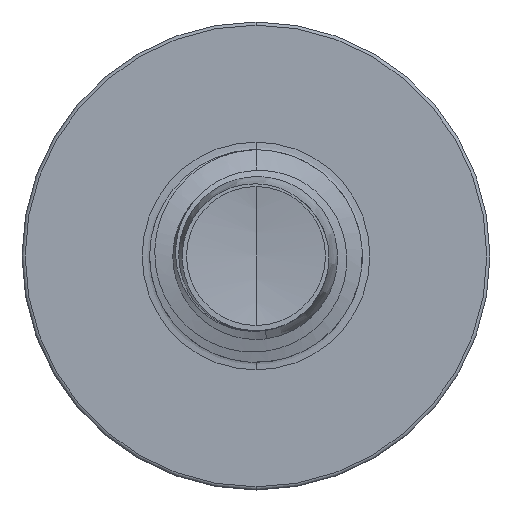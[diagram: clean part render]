
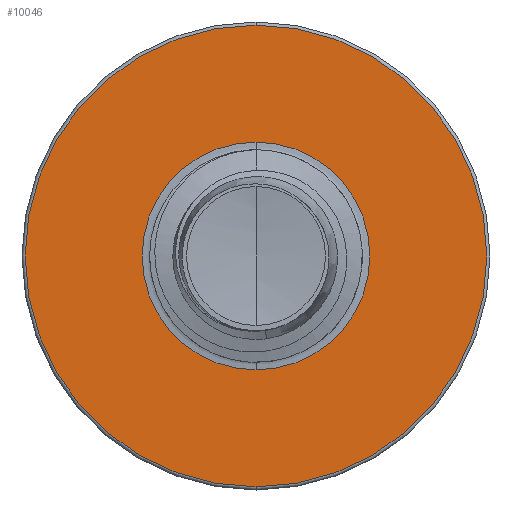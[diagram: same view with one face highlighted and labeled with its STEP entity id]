
A CAD part, front view. The second image highlights one B-rep face of the part: STEP entity #10046.
In plain terms, the highlighted planar face has unit normal (0, -1, 0).
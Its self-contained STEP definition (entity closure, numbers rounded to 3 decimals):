
#508 = DIRECTION ( 'NONE',  ( 0., 0., 1. ) ) ;
#546 = EDGE_CURVE ( 'NONE', #8380, #11016, #9571, .T. ) ;
#736 = VERTEX_POINT ( 'NONE', #1827 ) ;
#1013 = AXIS2_PLACEMENT_3D ( 'NONE', #10137, #4564, #10504 ) ;
#1827 = CARTESIAN_POINT ( 'NONE',  ( 0., 4.5, 5.425 ) ) ;
#1950 = DIRECTION ( 'NONE',  ( 0., 1., 0. ) ) ;
#2139 = AXIS2_PLACEMENT_3D ( 'NONE', #4839, #4731, #3958 ) ;
#3735 = CARTESIAN_POINT ( 'NONE',  ( 0., 4.5, -2.677 ) ) ;
#3958 = DIRECTION ( 'NONE',  ( 0., 0., 1. ) ) ;
#3998 = AXIS2_PLACEMENT_3D ( 'NONE', #7560, #6239, #508 ) ;
#4564 = DIRECTION ( 'NONE',  ( 0., 1., 0. ) ) ;
#4705 = CARTESIAN_POINT ( 'NONE',  ( 0., 4.5, -2.677 ) ) ;
#4731 = DIRECTION ( 'NONE',  ( 0., 1., 0. ) ) ;
#4821 = DIRECTION ( 'NONE',  ( 0., 1., 0. ) ) ;
#4839 = CARTESIAN_POINT ( 'NONE',  ( 0., 4.5, 0. ) ) ;
#5335 = DIRECTION ( 'NONE',  ( 0., 0., 1. ) ) ;
#5844 = EDGE_CURVE ( 'NONE', #11016, #8380, #10826, .T. ) ;
#6239 = DIRECTION ( 'NONE',  ( 0., 1., 0. ) ) ;
#6415 = ORIENTED_EDGE ( 'NONE', *, *, #12288, .F. ) ;
#6621 = ORIENTED_EDGE ( 'NONE', *, *, #10703, .F. ) ;
#6855 = ORIENTED_EDGE ( 'NONE', *, *, #5844, .T. ) ;
#7116 = ORIENTED_EDGE ( 'NONE', *, *, #546, .T. ) ;
#7511 = EDGE_LOOP ( 'NONE', ( #6855, #7116 ) ) ;
#7560 = CARTESIAN_POINT ( 'NONE',  ( 0., 4.5, 0. ) ) ;
#7633 = FACE_OUTER_BOUND ( 'NONE', #10540, .T. ) ;
#8380 = VERTEX_POINT ( 'NONE', #3735 ) ;
#9276 = CIRCLE ( 'NONE', #10797, 5.425 ) ;
#9458 = CARTESIAN_POINT ( 'NONE',  ( 0., 4.5, 0. ) ) ;
#9571 = CIRCLE ( 'NONE', #3998, 2.677 ) ;
#9676 = CARTESIAN_POINT ( 'NONE',  ( 0., 4.5, -5.425 ) ) ;
#9896 = DIRECTION ( 'NONE',  ( 0., 0., 1. ) ) ;
#10046 = ADVANCED_FACE ( 'NONE', ( #7633, #10570 ), #10164, .F. ) ;
#10065 = CARTESIAN_POINT ( 'NONE',  ( 0., 4.5, 2.677 ) ) ;
#10129 = CIRCLE ( 'NONE', #1013, 5.425 ) ;
#10137 = CARTESIAN_POINT ( 'NONE',  ( 0., 4.5, 0. ) ) ;
#10164 = PLANE ( 'NONE',  #10567 ) ;
#10504 = DIRECTION ( 'NONE',  ( 0., 0., 1. ) ) ;
#10540 = EDGE_LOOP ( 'NONE', ( #6415, #6621 ) ) ;
#10567 = AXIS2_PLACEMENT_3D ( 'NONE', #4705, #4821, #5335 ) ;
#10570 = FACE_BOUND ( 'NONE', #7511, .T. ) ;
#10639 = VERTEX_POINT ( 'NONE', #9676 ) ;
#10703 = EDGE_CURVE ( 'NONE', #10639, #736, #10129, .T. ) ;
#10797 = AXIS2_PLACEMENT_3D ( 'NONE', #9458, #1950, #9896 ) ;
#10826 = CIRCLE ( 'NONE', #2139, 2.677 ) ;
#11016 = VERTEX_POINT ( 'NONE', #10065 ) ;
#12288 = EDGE_CURVE ( 'NONE', #736, #10639, #9276, .T. ) ;
